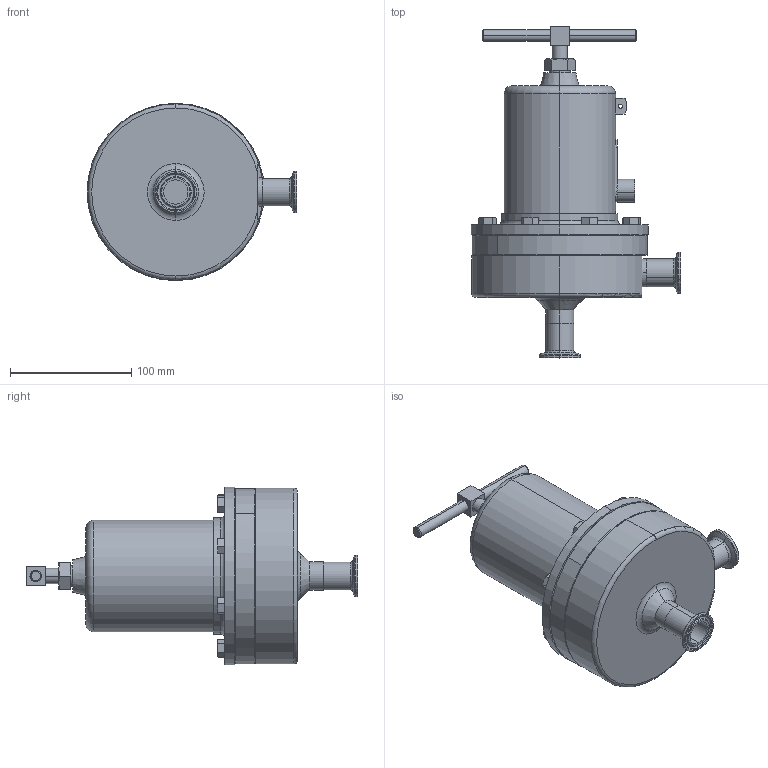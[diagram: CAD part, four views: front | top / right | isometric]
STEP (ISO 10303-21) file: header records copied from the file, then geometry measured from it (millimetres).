
FILE_DESCRIPTION (( 'STEP AP203' ), '1' );
FILE_NAME ('96DAA-20.STEP', '2017-06-07T14:00:27', ( '' ), ( '' ), 'SwSTEP 2.0', 'SolidWorks 2014', '' );
FILE_SCHEMA (( 'CONFIG_CONTROL_DESIGN' ));
Length unit declared in the file: inch
Products named in the file (2): 96DAA-20
Bounding box: 172.77 x 273.35 x 146.05 mm (x, y, z)
Volume: 1794822.6 mm3; surface area: 137313.5 mm2
Topology: 1 solids, 1 shells, 296 faces, 677 edges, 416 vertices
Faces by surface type: plane 101, cylinder 83, cone 83, torus 29
Entity records: 9085 total; most frequent: CARTESIAN_POINT 2155, DIRECTION 1469, ORIENTED_EDGE 1354, EDGE_CURVE 677, AXIS2_PLACEMENT_3D 607, VERTEX_POINT 416, EDGE_LOOP 363, CIRCLE 309
